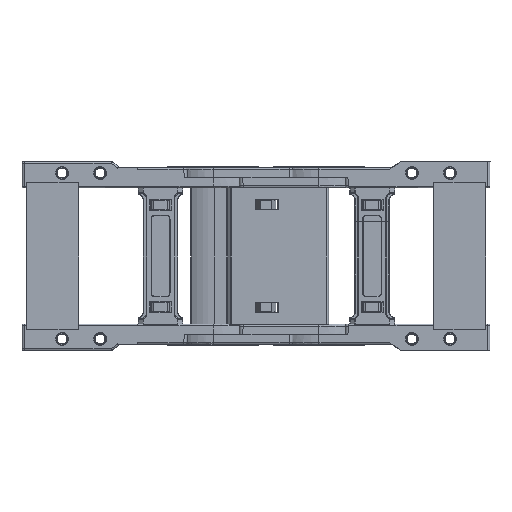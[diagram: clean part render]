
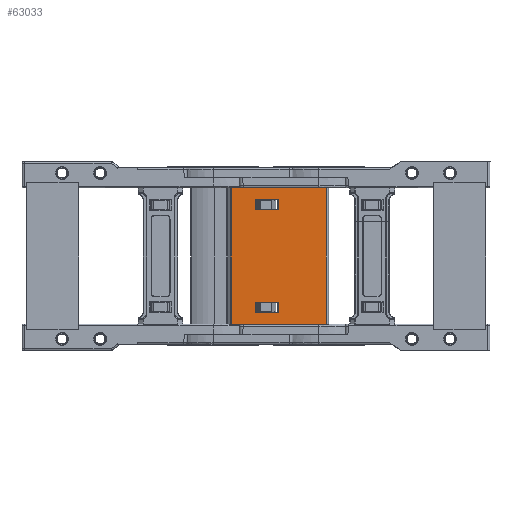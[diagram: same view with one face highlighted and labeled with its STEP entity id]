
A CAD part, front view. The second image highlights one B-rep face of the part: STEP entity #63033.
In plain terms, the highlighted planar face has unit normal (0, -1, 0).
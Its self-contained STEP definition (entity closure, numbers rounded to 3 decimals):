
#394 = DIRECTION ( 'NONE',  ( 0., 0., -1. ) ) ;
#1507 = VECTOR ( 'NONE', #47934, 1000. ) ;
#2027 = VECTOR ( 'NONE', #149570, 1000. ) ;
#2210 = ORIENTED_EDGE ( 'NONE', *, *, #126175, .T. ) ;
#2496 = EDGE_LOOP ( 'NONE', ( #2210, #85697, #70779, #96358 ) ) ;
#2884 = EDGE_CURVE ( 'NONE', #73259, #139430, #81441, .T. ) ;
#4172 = VERTEX_POINT ( 'NONE', #18306 ) ;
#7795 = LINE ( 'NONE', #99193, #98358 ) ;
#9368 = VECTOR ( 'NONE', #118720, 1000. ) ;
#12240 = EDGE_CURVE ( 'NONE', #62031, #142892, #91099, .T. ) ;
#13446 = EDGE_CURVE ( 'NONE', #50686, #73259, #125991, .T. ) ;
#15360 = CARTESIAN_POINT ( 'NONE',  ( -75.76, 143.654, 11.547 ) ) ;
#16161 = LINE ( 'NONE', #82123, #1507 ) ;
#17443 = CARTESIAN_POINT ( 'NONE',  ( -61.76, 143.654, 72.247 ) ) ;
#18289 = ORIENTED_EDGE ( 'NONE', *, *, #2884, .F. ) ;
#18306 = CARTESIAN_POINT ( 'NONE',  ( -61.76, 143.654, 65.947 ) ) ;
#20298 = FACE_BOUND ( 'NONE', #53015, .T. ) ;
#22490 = ORIENTED_EDGE ( 'NONE', *, *, #47341, .T. ) ;
#24457 = VERTEX_POINT ( 'NONE', #33205 ) ;
#24917 = ORIENTED_EDGE ( 'NONE', *, *, #12240, .F. ) ;
#25503 = ORIENTED_EDGE ( 'NONE', *, *, #66104, .F. ) ;
#33205 = CARTESIAN_POINT ( 'NONE',  ( -33.78, 143.654, -1.503 ) ) ;
#37273 = VERTEX_POINT ( 'NONE', #57741 ) ;
#38524 = CARTESIAN_POINT ( 'NONE',  ( -89.98, 143.654, 78.997 ) ) ;
#40427 = CARTESIAN_POINT ( 'NONE',  ( -89.98, 143.654, -83.122 ) ) ;
#43381 = LINE ( 'NONE', #15360, #104366 ) ;
#44353 = DIRECTION ( 'NONE',  ( 0., 0., 1. ) ) ;
#47341 = EDGE_CURVE ( 'NONE', #24457, #37273, #7795, .T. ) ;
#47934 = DIRECTION ( 'NONE',  ( 0., 0., 1. ) ) ;
#50686 = VERTEX_POINT ( 'NONE', #17443 ) ;
#51195 = VECTOR ( 'NONE', #116017, 1000. ) ;
#51434 = ORIENTED_EDGE ( 'NONE', *, *, #123453, .T. ) ;
#52873 = ORIENTED_EDGE ( 'NONE', *, *, #87151, .F. ) ;
#53015 = EDGE_LOOP ( 'NONE', ( #54591, #18289, #113368, #25503 ) ) ;
#54591 = ORIENTED_EDGE ( 'NONE', *, *, #89540, .F. ) ;
#56229 = LINE ( 'NONE', #153441, #111638 ) ;
#56251 = VECTOR ( 'NONE', #108908, 1000. ) ;
#57175 = EDGE_LOOP ( 'NONE', ( #22490, #52873, #24917, #51434 ) ) ;
#57741 = CARTESIAN_POINT ( 'NONE',  ( -33.78, 143.654, 78.997 ) ) ;
#59136 = VECTOR ( 'NONE', #394, 1000. ) ;
#62031 = VERTEX_POINT ( 'NONE', #104787 ) ;
#63033 = ADVANCED_FACE ( 'NONE', ( #151556, #110890, #20298 ), #114650, .F. ) ;
#63585 = DIRECTION ( 'NONE',  ( 1., 0., 0. ) ) ;
#66104 = EDGE_CURVE ( 'NONE', #4172, #50686, #16161, .T. ) ;
#70779 = ORIENTED_EDGE ( 'NONE', *, *, #119358, .T. ) ;
#70864 = VECTOR ( 'NONE', #115897, 1000. ) ;
#71851 = VERTEX_POINT ( 'NONE', #72760 ) ;
#72760 = CARTESIAN_POINT ( 'NONE',  ( -75.76, 143.654, 5.247 ) ) ;
#73259 = VERTEX_POINT ( 'NONE', #109590 ) ;
#74565 = LINE ( 'NONE', #91159, #70864 ) ;
#76338 = CARTESIAN_POINT ( 'NONE',  ( -75.76, 143.654, 65.947 ) ) ;
#77006 = DIRECTION ( 'NONE',  ( 0., 0., 1. ) ) ;
#79048 = DIRECTION ( 'NONE',  ( 0., 1., 0. ) ) ;
#79568 = CARTESIAN_POINT ( 'NONE',  ( -58.76, 143.654, -1.503 ) ) ;
#81441 = LINE ( 'NONE', #107809, #59136 ) ;
#82123 = CARTESIAN_POINT ( 'NONE',  ( -61.76, 143.654, 65.947 ) ) ;
#82717 = LINE ( 'NONE', #127387, #51195 ) ;
#85123 = LINE ( 'NONE', #105312, #9368 ) ;
#85697 = ORIENTED_EDGE ( 'NONE', *, *, #92773, .T. ) ;
#87151 = EDGE_CURVE ( 'NONE', #142892, #37273, #143507, .T. ) ;
#88365 = EDGE_CURVE ( 'NONE', #71851, #114920, #43381, .T. ) ;
#89540 = EDGE_CURVE ( 'NONE', #139430, #4172, #74565, .T. ) ;
#89620 = LINE ( 'NONE', #97069, #56251 ) ;
#91099 = LINE ( 'NONE', #40427, #107662 ) ;
#91159 = CARTESIAN_POINT ( 'NONE',  ( -61.76, 143.654, 65.947 ) ) ;
#92773 = EDGE_CURVE ( 'NONE', #139565, #98967, #85123, .T. ) ;
#96358 = ORIENTED_EDGE ( 'NONE', *, *, #88365, .T. ) ;
#97069 = CARTESIAN_POINT ( 'NONE',  ( -61.76, 143.654, 11.547 ) ) ;
#98358 = VECTOR ( 'NONE', #77006, 1000. ) ;
#98770 = CARTESIAN_POINT ( 'NONE',  ( -58.76, 143.654, 78.997 ) ) ;
#98967 = VERTEX_POINT ( 'NONE', #131951 ) ;
#99193 = CARTESIAN_POINT ( 'NONE',  ( -33.78, 143.654, -83.122 ) ) ;
#104366 = VECTOR ( 'NONE', #110414, 1000. ) ;
#104787 = CARTESIAN_POINT ( 'NONE',  ( -89.98, 143.654, -1.503 ) ) ;
#105312 = CARTESIAN_POINT ( 'NONE',  ( -61.76, 143.654, 11.547 ) ) ;
#107662 = VECTOR ( 'NONE', #151006, 1000. ) ;
#107809 = CARTESIAN_POINT ( 'NONE',  ( -75.76, 143.654, 65.947 ) ) ;
#108908 = DIRECTION ( 'NONE',  ( 1., 0., 0. ) ) ;
#109590 = CARTESIAN_POINT ( 'NONE',  ( -75.76, 143.654, 72.247 ) ) ;
#110414 = DIRECTION ( 'NONE',  ( 0., 0., 1. ) ) ;
#110890 = FACE_OUTER_BOUND ( 'NONE', #57175, .T. ) ;
#111638 = VECTOR ( 'NONE', #142050, 1000. ) ;
#113368 = ORIENTED_EDGE ( 'NONE', *, *, #13446, .F. ) ;
#114650 = PLANE ( 'NONE',  #138961 ) ;
#114920 = VERTEX_POINT ( 'NONE', #149631 ) ;
#115897 = DIRECTION ( 'NONE',  ( 1., 0., 0. ) ) ;
#116017 = DIRECTION ( 'NONE',  ( 1., 0., 0. ) ) ;
#118720 = DIRECTION ( 'NONE',  ( 0., 0., -1. ) ) ;
#119358 = EDGE_CURVE ( 'NONE', #98967, #71851, #56229, .T. ) ;
#123453 = EDGE_CURVE ( 'NONE', #62031, #24457, #82717, .T. ) ;
#124185 = CARTESIAN_POINT ( 'NONE',  ( -61.76, 143.654, 11.547 ) ) ;
#125991 = LINE ( 'NONE', #133608, #2027 ) ;
#126175 = EDGE_CURVE ( 'NONE', #114920, #139565, #89620, .T. ) ;
#127387 = CARTESIAN_POINT ( 'NONE',  ( -58.76, 143.654, -1.503 ) ) ;
#131951 = CARTESIAN_POINT ( 'NONE',  ( -61.76, 143.654, 5.247 ) ) ;
#133608 = CARTESIAN_POINT ( 'NONE',  ( -61.76, 143.654, 72.247 ) ) ;
#136060 = VECTOR ( 'NONE', #63585, 1000. ) ;
#138961 = AXIS2_PLACEMENT_3D ( 'NONE', #79568, #79048, #44353 ) ;
#139430 = VERTEX_POINT ( 'NONE', #76338 ) ;
#139565 = VERTEX_POINT ( 'NONE', #124185 ) ;
#142050 = DIRECTION ( 'NONE',  ( -1., 0., 0. ) ) ;
#142892 = VERTEX_POINT ( 'NONE', #38524 ) ;
#143507 = LINE ( 'NONE', #98770, #136060 ) ;
#149570 = DIRECTION ( 'NONE',  ( -1., 0., 0. ) ) ;
#149631 = CARTESIAN_POINT ( 'NONE',  ( -75.76, 143.654, 11.547 ) ) ;
#151006 = DIRECTION ( 'NONE',  ( 0., 0., 1. ) ) ;
#151556 = FACE_BOUND ( 'NONE', #2496, .T. ) ;
#153441 = CARTESIAN_POINT ( 'NONE',  ( -61.76, 143.654, 5.247 ) ) ;
